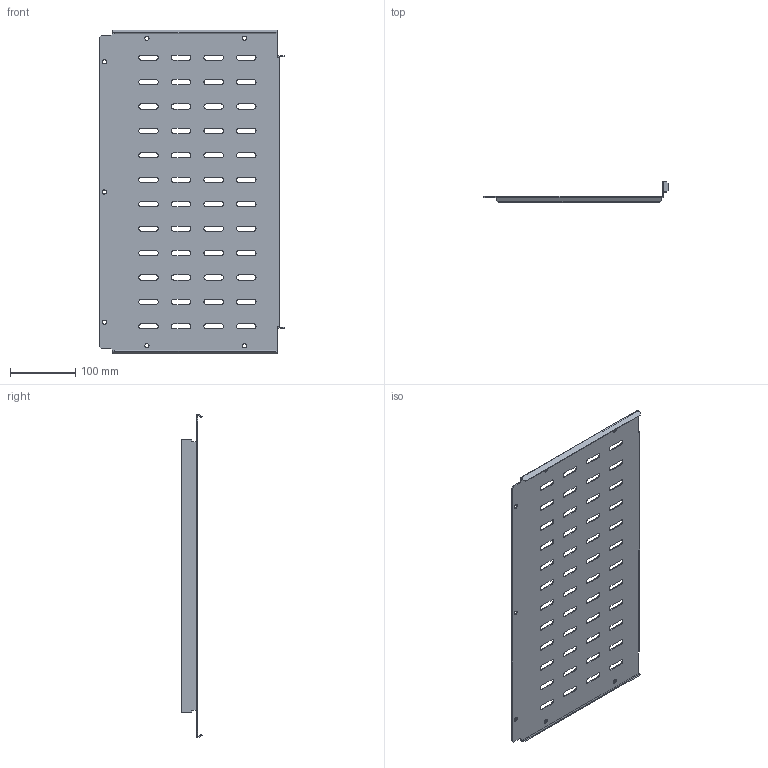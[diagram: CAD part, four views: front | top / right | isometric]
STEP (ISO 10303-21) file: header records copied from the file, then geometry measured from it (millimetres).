
FILE_DESCRIPTION (( 'STEP AP203' ), '1' );
FILE_NAME ('FO-00-SWFC-050 FORMAT Ïåðåãîðîäêà ñåêö. çàäíÿÿ âåðò. êàá. îòñåêà 500 IEK.STEP', '2024-07-30T10:21:43', ( '' ), ( '' ), 'SwSTEP 2.0', 'SolidWorks 2022', '' );
FILE_SCHEMA (( 'CONFIG_CONTROL_DESIGN' ));
Length unit declared in the file: millimetre
Products named in the file (1): FO-00-SWFC-050 FORMAT Перегородка секц. задняя верт. каб. отсека 500 IEK
Bounding box: 283.5 x 31.66 x 497.2 mm (x, y, z)
Volume: 208536.7 mm3; surface area: 285714.5 mm2
Topology: 1 solids, 1 shells, 268 faces, 798 edges, 532 vertices
Faces by surface type: plane 158, cylinder 110
Entity records: 9319 total; most frequent: CARTESIAN_POINT 1599, ORIENTED_EDGE 1596, DIRECTION 1556, EDGE_CURVE 798, LINE 578, VECTOR 578, VERTEX_POINT 532, AXIS2_PLACEMENT_3D 489
